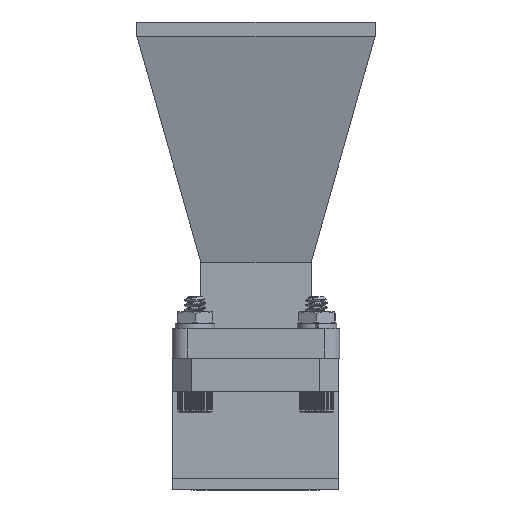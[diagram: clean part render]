
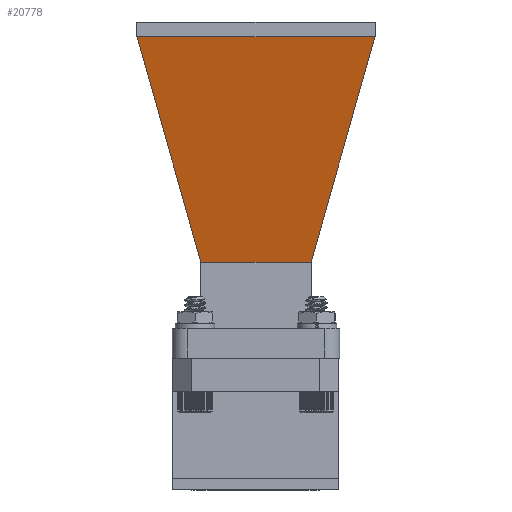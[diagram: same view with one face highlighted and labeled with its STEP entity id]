
A CAD part, front view. The second image highlights one B-rep face of the part: STEP entity #20778.
In plain terms, the highlighted face is planar.
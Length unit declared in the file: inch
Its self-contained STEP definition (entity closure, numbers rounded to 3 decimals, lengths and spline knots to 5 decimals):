
#1210 = DIRECTION ( 'NONE',  ( 0., 1., 0. ) ) ;
#2735 = VECTOR ( 'NONE', #11501, 39.37008 ) ;
#3218 = CARTESIAN_POINT ( 'NONE',  ( -0.47112, 0.62718, 3.15207 ) ) ;
#3228 = DIRECTION ( 'NONE',  ( 0., -1., 0. ) ) ;
#4121 = VERTEX_POINT ( 'NONE', #14344 ) ;
#5072 = VERTEX_POINT ( 'NONE', #13894 ) ;
#5687 = ORIENTED_EDGE ( 'NONE', *, *, #21572, .T. ) ;
#6009 = ORIENTED_EDGE ( 'NONE', *, *, #15688, .T. ) ;
#6691 = VECTOR ( 'NONE', #1210, 39.37008 ) ;
#7645 = VERTEX_POINT ( 'NONE', #19263 ) ;
#8040 = CARTESIAN_POINT ( 'NONE',  ( -0.16465, -0.29001, 1.96206 ) ) ;
#9072 = VERTEX_POINT ( 'NONE', #16232 ) ;
#9560 = VECTOR ( 'NONE', #3228, 39.37008 ) ;
#10151 = DIRECTION ( 'NONE',  ( 0.241, -0.265, -0.934 ) ) ;
#11501 = DIRECTION ( 'NONE',  ( -0.241, -0.265, 0.934 ) ) ;
#11502 = LINE ( 'NONE', #15179, #9560 ) ;
#12441 = DIRECTION ( 'NONE',  ( -0.249, 0., 0.968 ) ) ;
#12734 = LINE ( 'NONE', #14738, #6691 ) ;
#13624 = ORIENTED_EDGE ( 'NONE', *, *, #15546, .T. ) ;
#13879 = ORIENTED_EDGE ( 'NONE', *, *, #17373, .T. ) ;
#13894 = CARTESIAN_POINT ( 'NONE',  ( -0.16465, -0.29001, 1.96206 ) ) ;
#13999 = DIRECTION ( 'NONE',  ( -0.968, 0., -0.249 ) ) ;
#14217 = FACE_OUTER_BOUND ( 'NONE', #15304, .T. ) ;
#14344 = CARTESIAN_POINT ( 'NONE',  ( -0.16465, 0.29001, 1.96206 ) ) ;
#14738 = CARTESIAN_POINT ( 'NONE',  ( -0.47112, 0., 3.15207 ) ) ;
#15179 = CARTESIAN_POINT ( 'NONE',  ( -0.16465, 0., 1.96206 ) ) ;
#15304 = EDGE_LOOP ( 'NONE', ( #13624, #13879, #6009, #5687 ) ) ;
#15546 = EDGE_CURVE ( 'NONE', #9072, #7645, #12734, .T. ) ;
#15688 = EDGE_CURVE ( 'NONE', #4121, #5072, #11502, .T. ) ;
#16232 = CARTESIAN_POINT ( 'NONE',  ( -0.47112, -0.62718, 3.15207 ) ) ;
#16414 = LINE ( 'NONE', #8040, #2735 ) ;
#17219 = PLANE ( 'NONE',  #20577 ) ;
#17373 = EDGE_CURVE ( 'NONE', #7645, #4121, #20383, .T. ) ;
#19263 = CARTESIAN_POINT ( 'NONE',  ( -0.47112, 0.62718, 3.15207 ) ) ;
#20383 = LINE ( 'NONE', #3218, #20811 ) ;
#20577 = AXIS2_PLACEMENT_3D ( 'NONE', #21013, #13999, #12441 ) ;
#20778 = ADVANCED_FACE ( 'NONE', ( #14217 ), #17219, .T. ) ;
#20811 = VECTOR ( 'NONE', #10151, 39.37008 ) ;
#21013 = CARTESIAN_POINT ( 'NONE',  ( -0.3235, 0., 2.57887 ) ) ;
#21572 = EDGE_CURVE ( 'NONE', #5072, #9072, #16414, .T. ) ;
